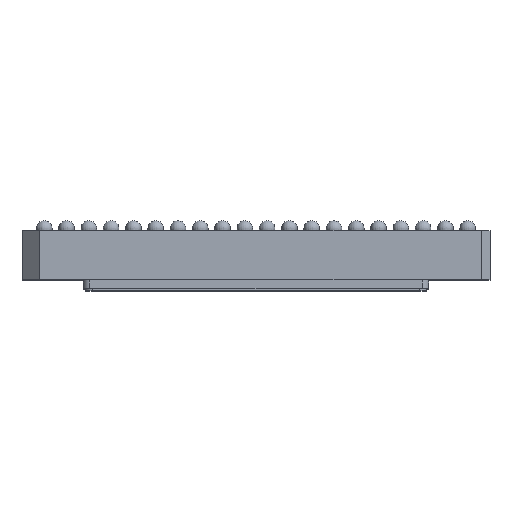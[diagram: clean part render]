
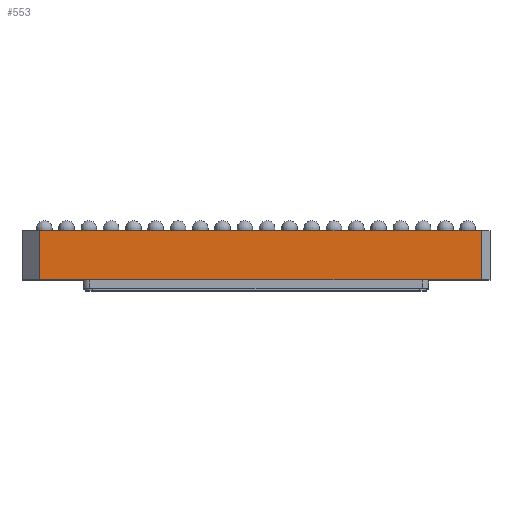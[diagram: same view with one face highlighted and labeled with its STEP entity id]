
A CAD part, top view. The second image highlights one B-rep face of the part: STEP entity #553.
In plain terms, the highlighted planar face has unit normal (0, 0, 1).
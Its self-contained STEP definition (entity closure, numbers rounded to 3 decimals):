
#553 = ADVANCED_FACE( '', ( #1619 ), #1620, .F. );
#1619 = FACE_OUTER_BOUND( '', #4400, .T. );
#1620 = PLANE( '', #4401 );
#4400 = EDGE_LOOP( '', ( #7216, #7217, #7218, #7219 ) );
#4401 = AXIS2_PLACEMENT_3D( '', #7220, #7221, #7222 );
#7216 = ORIENTED_EDGE( '', *, *, #11845, .F. );
#7217 = ORIENTED_EDGE( '', *, *, #11846, .T. );
#7218 = ORIENTED_EDGE( '', *, *, #11847, .T. );
#7219 = ORIENTED_EDGE( '', *, *, #11848, .T. );
#7220 = CARTESIAN_POINT( '', ( -10.5, 2.2, 10.5 ) );
#7221 = DIRECTION( '', ( 0., 0., -1. ) );
#7222 = DIRECTION( '', ( 0., -1., 0. ) );
#11845 = EDGE_CURVE( '', #13822, #13823, #13824, .T. );
#11846 = EDGE_CURVE( '', #13822, #13825, #13826, .T. );
#11847 = EDGE_CURVE( '', #13825, #13827, #13828, .T. );
#11848 = EDGE_CURVE( '', #13827, #13823, #13829, .T. );
#13822 = VERTEX_POINT( '', #15602 );
#13823 = VERTEX_POINT( '', #15603 );
#13824 = LINE( '', #15604, #15605 );
#13825 = VERTEX_POINT( '', #15606 );
#13826 = LINE( '', #15607, #15608 );
#13827 = VERTEX_POINT( '', #15609 );
#13828 = LINE( '', #15610, #15611 );
#13829 = LINE( '', #15612, #15613 );
#15602 = CARTESIAN_POINT( '', ( -9.7, 2.2, 10.5 ) );
#15603 = CARTESIAN_POINT( '', ( 10.1, 2.2, 10.5 ) );
#15604 = CARTESIAN_POINT( '', ( -10.5, 2.2, 10.5 ) );
#15605 = VECTOR( '', #18465, 1000. );
#15606 = CARTESIAN_POINT( '', ( -9.7, 0., 10.5 ) );
#15607 = CARTESIAN_POINT( '', ( -9.7, 2.2, 10.5 ) );
#15608 = VECTOR( '', #18466, 1000. );
#15609 = CARTESIAN_POINT( '', ( 10.1, 0., 10.5 ) );
#15610 = CARTESIAN_POINT( '', ( -10.5, 0., 10.5 ) );
#15611 = VECTOR( '', #18467, 1000. );
#15612 = CARTESIAN_POINT( '', ( 10.1, 2.2, 10.5 ) );
#15613 = VECTOR( '', #18468, 1000. );
#18465 = DIRECTION( '', ( 1., 0., 0. ) );
#18466 = DIRECTION( '', ( 0., -1., 0. ) );
#18467 = DIRECTION( '', ( 1., 0., 0. ) );
#18468 = DIRECTION( '', ( 0., 1., 0. ) );
